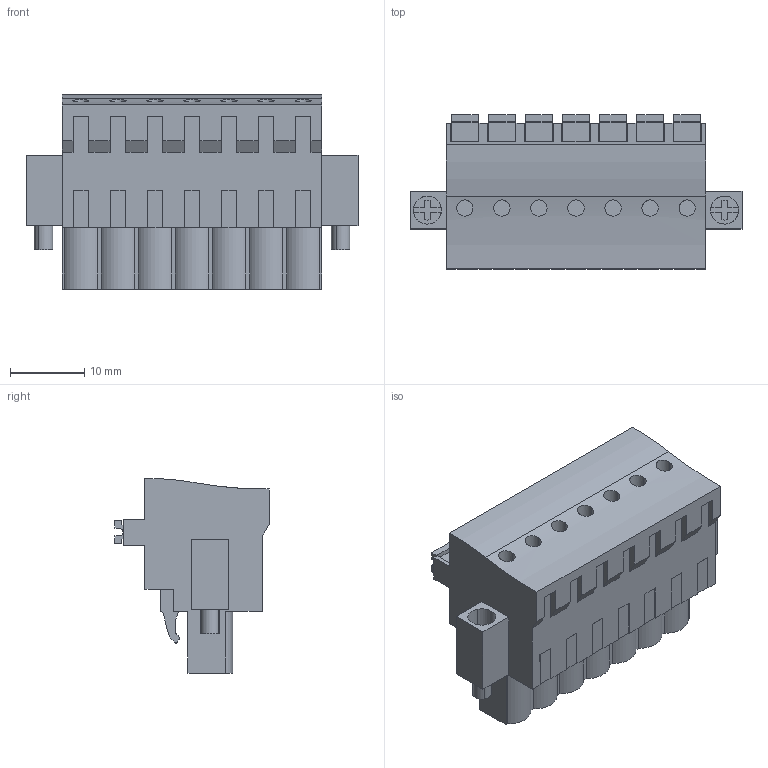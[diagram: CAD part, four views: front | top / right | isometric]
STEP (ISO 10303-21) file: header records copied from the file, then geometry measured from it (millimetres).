
FILE_DESCRIPTION(('CATIA V5 STEP Exchange','CAx-IF Rec.Pracs.--- Model Styling and Organization---1.2---2011-12-15'),'2;1');
FILE_NAME ('D1461105_0_1980690000_1980690000.stp','2017-09-23T15:22:01+00:00',('none'),('Weidmueller'),'CATIA Version 5-6 Release 2014','CATIA V5 STEP AP214','none');
FILE_SCHEMA(('AUTOMOTIVE_DESIGN { 1 0 10303 214 1 1 1 1 }'));
Length unit declared in the file: millimetre
Products named in the file (1): 1980690000
Bounding box: 44.8 x 20.79 x 26.24 mm (x, y, z)
Volume: 11037 mm3; surface area: 5757.8 mm2
Topology: 10 solids, 10 shells, 525 faces, 1473 edges, 1002 vertices
Faces by surface type: plane 413, cylinder 104, extrusion 8
Entity records: 15883 total; most frequent: CARTESIAN_POINT 3130, ORIENTED_EDGE 2946, DIRECTION 2061, EDGE_CURVE 1473, VECTOR 1223, LINE 1215, VERTEX_POINT 1002, EDGE_LOOP 563
